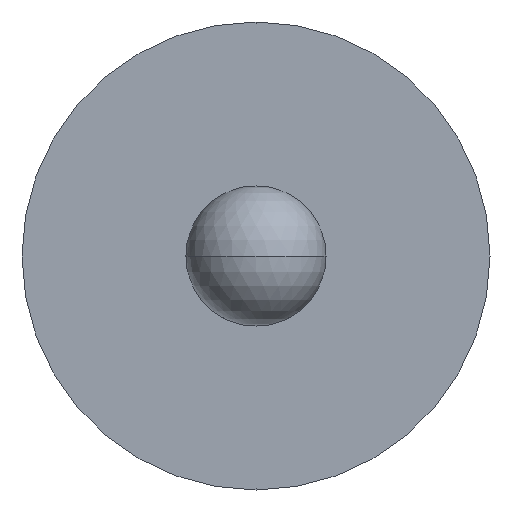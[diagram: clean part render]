
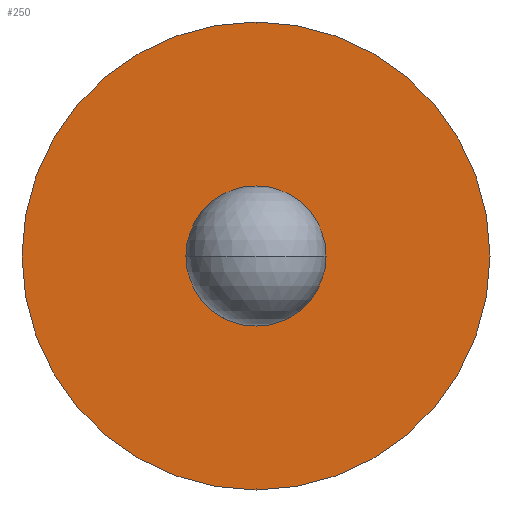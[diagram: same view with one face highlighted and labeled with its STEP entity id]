
A CAD part, front view. The second image highlights one B-rep face of the part: STEP entity #250.
In plain terms, the highlighted planar face has unit normal (0, -1, 0).
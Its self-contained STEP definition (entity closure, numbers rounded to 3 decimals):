
#26 = DIRECTION ( 'NONE',  ( 0., -1., 0. ) ) ;
#31 = CARTESIAN_POINT ( 'NONE',  ( 2.415, 20.2, 0. ) ) ;
#32 = CARTESIAN_POINT ( 'NONE',  ( 0., 20.2, 0. ) ) ;
#36 = DIRECTION ( 'NONE',  ( 0., 0., -1. ) ) ;
#40 = EDGE_CURVE ( 'NONE', #303, #117, #256, .T. ) ;
#44 = AXIS2_PLACEMENT_3D ( 'NONE', #190, #194, #189 ) ;
#71 = AXIS2_PLACEMENT_3D ( 'NONE', #352, #97, #100 ) ;
#80 = CARTESIAN_POINT ( 'NONE',  ( 0., 20.2, 8.065 ) ) ;
#82 = CARTESIAN_POINT ( 'NONE',  ( 0., 20.2, 2.415 ) ) ;
#87 = AXIS2_PLACEMENT_3D ( 'NONE', #31, #26, #397 ) ;
#89 = ORIENTED_EDGE ( 'NONE', *, *, #104, .F. ) ;
#97 = DIRECTION ( 'NONE',  ( 0., -1., 0. ) ) ;
#100 = DIRECTION ( 'NONE',  ( 0., 0., -1. ) ) ;
#101 = ORIENTED_EDGE ( 'NONE', *, *, #381, .T. ) ;
#104 = EDGE_CURVE ( 'NONE', #117, #303, #265, .T. ) ;
#117 = VERTEX_POINT ( 'NONE', #82 ) ;
#128 = AXIS2_PLACEMENT_3D ( 'NONE', #200, #197, #196 ) ;
#145 = AXIS2_PLACEMENT_3D ( 'NONE', #32, #277, #36 ) ;
#166 = PLANE ( 'NONE',  #87 ) ;
#182 = ORIENTED_EDGE ( 'NONE', *, *, #357, .T. ) ;
#187 = CIRCLE ( 'NONE', #44, 8.065 ) ;
#189 = DIRECTION ( 'NONE',  ( 0., 0., -1. ) ) ;
#190 = CARTESIAN_POINT ( 'NONE',  ( 0., 20.2, 0. ) ) ;
#194 = DIRECTION ( 'NONE',  ( 0., -1., 0. ) ) ;
#196 = DIRECTION ( 'NONE',  ( 0., 0., -1. ) ) ;
#197 = DIRECTION ( 'NONE',  ( 0., -1., 0. ) ) ;
#200 = CARTESIAN_POINT ( 'NONE',  ( 0., 20.2, 0. ) ) ;
#215 = VERTEX_POINT ( 'NONE', #80 ) ;
#216 = VERTEX_POINT ( 'NONE', #360 ) ;
#228 = EDGE_LOOP ( 'NONE', ( #230, #89 ) ) ;
#230 = ORIENTED_EDGE ( 'NONE', *, *, #40, .F. ) ;
#250 = ADVANCED_FACE ( 'NONE', ( #398, #350 ), #166, .T. ) ;
#256 = CIRCLE ( 'NONE', #145, 2.415 ) ;
#265 = CIRCLE ( 'NONE', #128, 2.415 ) ;
#277 = DIRECTION ( 'NONE',  ( 0., -1., 0. ) ) ;
#291 = CIRCLE ( 'NONE', #71, 8.065 ) ;
#303 = VERTEX_POINT ( 'NONE', #343 ) ;
#306 = EDGE_LOOP ( 'NONE', ( #182, #101 ) ) ;
#343 = CARTESIAN_POINT ( 'NONE',  ( 0., 20.2, -2.415 ) ) ;
#350 = FACE_BOUND ( 'NONE', #228, .T. ) ;
#352 = CARTESIAN_POINT ( 'NONE',  ( 0., 20.2, 0. ) ) ;
#357 = EDGE_CURVE ( 'NONE', #216, #215, #291, .T. ) ;
#360 = CARTESIAN_POINT ( 'NONE',  ( 0., 20.2, -8.065 ) ) ;
#381 = EDGE_CURVE ( 'NONE', #215, #216, #187, .T. ) ;
#397 = DIRECTION ( 'NONE',  ( 0., 0., -1. ) ) ;
#398 = FACE_OUTER_BOUND ( 'NONE', #306, .T. ) ;
